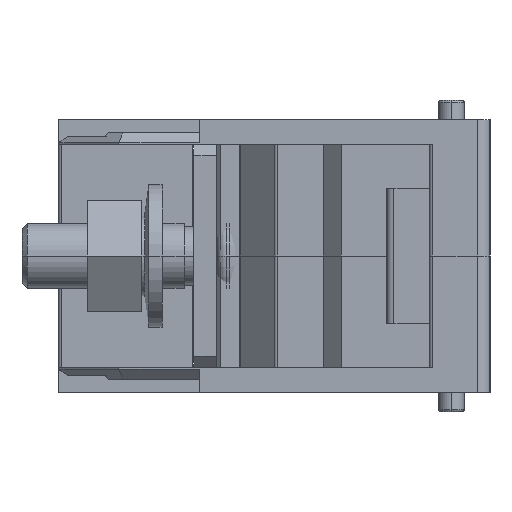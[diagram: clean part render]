
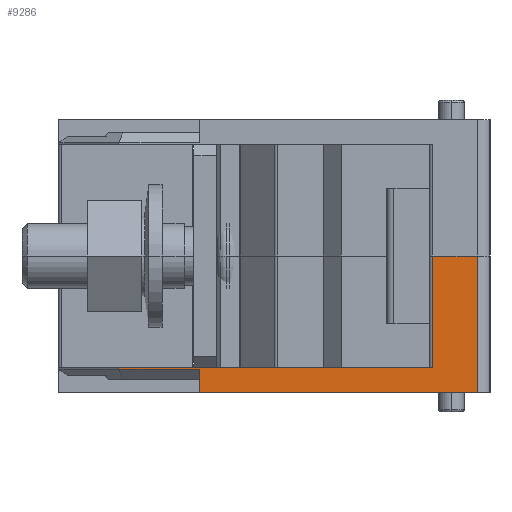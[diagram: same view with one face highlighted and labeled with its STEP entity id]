
A CAD part, left-side view. The second image highlights one B-rep face of the part: STEP entity #9286.
In plain terms, the highlighted planar face has unit normal (-1, 0, 0).
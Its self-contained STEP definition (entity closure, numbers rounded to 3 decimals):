
#1958=DIRECTION('',(0.,-1.,0.));
#1959=VECTOR('',#1958,48.47);
#1960=CARTESIAN_POINT('',(-66.395,36.27,3.857));
#1961=LINE('',#1960,#1959);
#1962=DIRECTION('',(0.,0.,1.));
#1963=VECTOR('',#1962,17.143);
#1964=CARTESIAN_POINT('',(-66.395,-12.2,3.857));
#1965=LINE('',#1964,#1963);
#1966=DIRECTION('',(0.,-1.,0.));
#1967=VECTOR('',#1966,6.8);
#1968=CARTESIAN_POINT('',(-66.395,-12.2,21.));
#1969=LINE('',#1968,#1967);
#1970=DIRECTION('',(0.,1.,0.));
#1971=VECTOR('',#1970,42.8);
#1972=CARTESIAN_POINT('',(-66.395,-19.,0.));
#1973=LINE('',#1972,#1971);
#1978=DIRECTION('',(0.,0.,1.));
#1979=VECTOR('',#1978,21.);
#1980=CARTESIAN_POINT('',(-66.395,-19.,0.));
#1981=LINE('',#1980,#1979);
#1990=DIRECTION('',(0.,0.,-1.));
#1991=VECTOR('',#1990,3.5);
#1992=CARTESIAN_POINT('',(-66.395,23.8,3.5));
#1993=LINE('',#1992,#1991);
#2006=DIRECTION('',(0.,0.,-1.));
#2007=VECTOR('',#2006,0.357);
#2008=CARTESIAN_POINT('',(-66.395,36.27,3.857));
#2009=LINE('',#2008,#2007);
#2054=DIRECTION('',(0.,-1.,0.));
#2055=VECTOR('',#2054,12.47);
#2056=CARTESIAN_POINT('',(-66.395,36.27,3.5));
#2057=LINE('',#2056,#2055);
#5555=CARTESIAN_POINT('',(-66.395,-12.2,3.857));
#5556=VERTEX_POINT('',#5555);
#5557=CARTESIAN_POINT('',(-66.395,36.27,3.857));
#5559=VERTEX_POINT('',#5557);
#5841=CARTESIAN_POINT('',(-66.395,23.8,0.));
#5842=VERTEX_POINT('',#5841);
#5843=CARTESIAN_POINT('',(-66.395,-19.,0.));
#5844=VERTEX_POINT('',#5843);
#6045=CARTESIAN_POINT('',(-66.395,-19.,21.));
#6046=VERTEX_POINT('',#6045);
#6047=CARTESIAN_POINT('',(-66.395,-12.2,21.));
#6048=VERTEX_POINT('',#6047);
#6343=CARTESIAN_POINT('',(-66.395,36.27,3.5));
#6344=VERTEX_POINT('',#6343);
#6351=CARTESIAN_POINT('',(-66.395,23.8,3.5));
#6352=VERTEX_POINT('',#6351);
#9267=CARTESIAN_POINT('',(-66.395,8.635,10.5));
#9268=DIRECTION('',(1.,0.,0.));
#9269=DIRECTION('',(0.,0.,-1.));
#9270=AXIS2_PLACEMENT_3D('',#9267,#9268,#9269);
#9271=PLANE('',#9270);
#9272=ORIENTED_EDGE('',*,*,#8411,.T.);
#9273=ORIENTED_EDGE('',*,*,#9260,.T.);
#9274=ORIENTED_EDGE('',*,*,#9172,.T.);
#9276=ORIENTED_EDGE('',*,*,#9275,.F.);
#9277=ORIENTED_EDGE('',*,*,#7940,.T.);
#9279=ORIENTED_EDGE('',*,*,#9278,.F.);
#9281=ORIENTED_EDGE('',*,*,#9280,.F.);
#9283=ORIENTED_EDGE('',*,*,#9282,.F.);
#9284=EDGE_LOOP('',(#9272,#9273,#9274,#9276,#9277,#9279,#9281,#9283));
#9285=FACE_OUTER_BOUND('',#9284,.F.);
#9286=ADVANCED_FACE('',(#9285),#9271,.F.);
#7940=EDGE_CURVE('',#5844,#5842,#1973,.T.);
#8411=EDGE_CURVE('',#5559,#5556,#1961,.T.);
#9172=EDGE_CURVE('',#6048,#6046,#1969,.T.);
#9260=EDGE_CURVE('',#5556,#6048,#1965,.T.);
#9275=EDGE_CURVE('',#5844,#6046,#1981,.T.);
#9278=EDGE_CURVE('',#6352,#5842,#1993,.T.);
#9280=EDGE_CURVE('',#6344,#6352,#2057,.T.);
#9282=EDGE_CURVE('',#5559,#6344,#2009,.T.);
